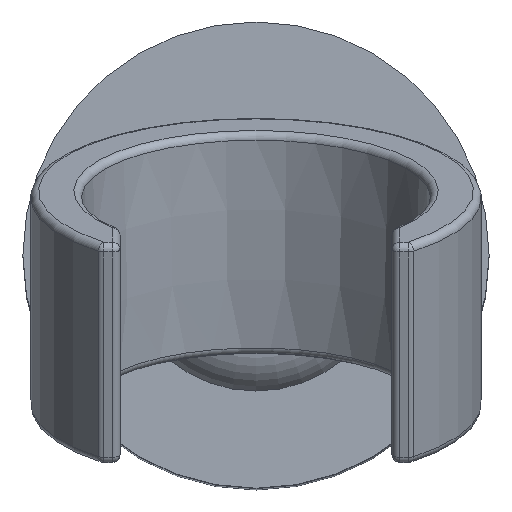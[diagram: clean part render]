
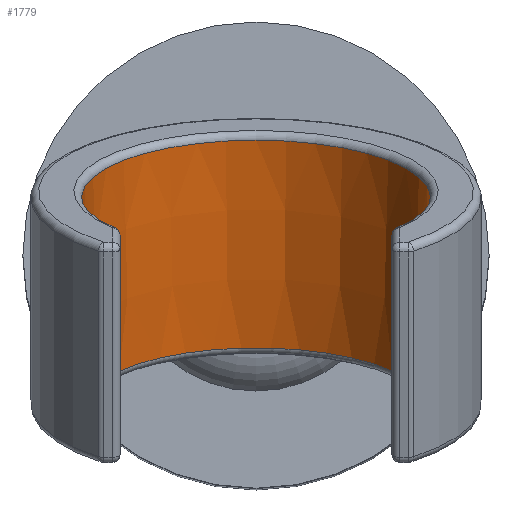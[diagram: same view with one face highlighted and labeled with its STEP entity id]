
A CAD part, top view. The second image highlights one B-rep face of the part: STEP entity #1779.
In plain terms, the highlighted conical face has half-angle 1.909 degrees and reference radius 11.001 mm.
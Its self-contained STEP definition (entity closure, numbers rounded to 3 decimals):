
#423=CARTESIAN_POINT('',(0.,3.619,51.662));
#424=DIRECTION('',(0.,0.943,0.332));
#425=DIRECTION('',(0.788,-0.204,0.58));
#426=AXIS2_PLACEMENT_3D('',#423,#424,#425);
#428=CARTESIAN_POINT('',(8.84,-11.628,52.814));
#429=CARTESIAN_POINT('',(8.841,-10.318,53.36));
#430=CARTESIAN_POINT('',(8.845,-7.613,54.485));
#431=CARTESIAN_POINT('',(8.85,-3.379,56.24));
#432=CARTESIAN_POINT('',(8.854,-0.28,57.52));
#433=CARTESIAN_POINT('',(8.856,1.325,58.181));
#435=CARTESIAN_POINT('',(0.,-9.587,47.015));
#436=DIRECTION('',(0.,-0.943,-0.332));
#437=DIRECTION('',(-0.821,-0.19,0.539));
#438=AXIS2_PLACEMENT_3D('',#435,#436,#437);
#440=CARTESIAN_POINT('',(-8.856,1.325,58.181));
#441=CARTESIAN_POINT('',(-8.855,0.333,57.773));
#442=CARTESIAN_POINT('',(-8.852,-1.685,56.94));
#443=CARTESIAN_POINT('',(-8.849,-4.768,55.664));
#444=CARTESIAN_POINT('',(-8.844,-8.058,54.3));
#445=CARTESIAN_POINT('',(-8.841,-10.412,53.32));
#446=CARTESIAN_POINT('',(-8.84,-11.628,52.814));
#648=CARTESIAN_POINT('',(-8.856,1.325,58.181));
#650=VERTEX_POINT('',#648);
#682=CARTESIAN_POINT('',(8.856,1.325,58.181));
#683=VERTEX_POINT('',#682);
#700=CARTESIAN_POINT('',(-8.84,-11.628,52.814));
#701=VERTEX_POINT('',#700);
#702=CARTESIAN_POINT('',(8.84,-11.628,52.814));
#703=VERTEX_POINT('',#702);
#1766=CARTESIAN_POINT('',(0.,-2.984,49.338));
#1767=DIRECTION('',(0.,0.943,0.332));
#1768=DIRECTION('',(0.,0.332,-0.943));
#1769=AXIS2_PLACEMENT_3D('',#1766,#1767,#1768);
#1770=CONICAL_SURFACE('',#1769,11.001,1.909);
#1771=ORIENTED_EDGE('',*,*,#1749,.F.);
#1773=ORIENTED_EDGE('',*,*,#1772,.F.);
#1775=ORIENTED_EDGE('',*,*,#1774,.F.);
#1776=ORIENTED_EDGE('',*,*,#1710,.F.);
#1777=EDGE_LOOP('',(#1771,#1773,#1775,#1776));
#1778=FACE_OUTER_BOUND('',#1777,.F.);
#1779=ADVANCED_FACE('',(#1778),#1770,.F.);
#427=CIRCLE('',#426,11.234);
#434=B_SPLINE_CURVE_WITH_KNOTS('',3,(#428,#429,#430,#431,#432,#433),
.UNSPECIFIED.,.F.,.F.,(4,1,1,4),(0.,0.333,0.667,1.),
.UNSPECIFIED.);
#439=CIRCLE('',#438,10.767);
#447=B_SPLINE_CURVE_WITH_KNOTS('',3,(#440,#441,#442,#443,#444,#445,#446),
.UNSPECIFIED.,.F.,.F.,(4,1,1,1,4),(0.,0.25,0.5,0.75,1.),
.UNSPECIFIED.);
#1710=EDGE_CURVE('',#650,#701,#447,.T.);
#1749=EDGE_CURVE('',#683,#650,#427,.T.);
#1772=EDGE_CURVE('',#703,#683,#434,.T.);
#1774=EDGE_CURVE('',#701,#703,#439,.T.);
